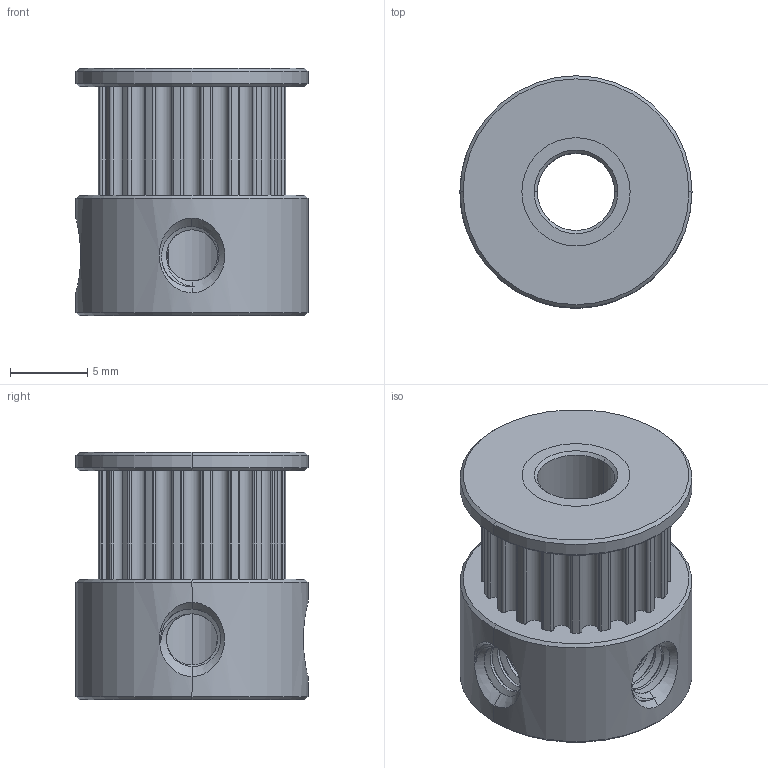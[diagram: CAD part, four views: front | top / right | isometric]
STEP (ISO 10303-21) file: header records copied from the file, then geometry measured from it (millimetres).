
FILE_DESCRIPTION (( 'STEP AP214' ), '1' );
FILE_NAME ('GT2 20T5B_dz2020.STEP', '2021-01-03T16:41:05', ( 'Dzino' ), ( '' ), 'SwSTEP 2.0', 'SolidWorks 2018', '' );
FILE_SCHEMA (( 'AUTOMOTIVE_DESIGN' ));
Length unit declared in the file: millimetre
Products named in the file (1): GT2 20T5B_dz2020
Bounding box: 15 x 15 x 16 mm (x, y, z)
Volume: 1879.1 mm3; surface area: 1990.8 mm2
Topology: 3 solids, 3 shells, 191 faces, 542 edges, 356 vertices
Faces by surface type: cylinder 147, bspline 20, cone 17, plane 7
Entity records: 12032 total; most frequent: CARTESIAN_POINT 7165, ORIENTED_EDGE 1084, DIRECTION 1004, EDGE_CURVE 542, AXIS2_PLACEMENT_3D 421, VERTEX_POINT 356, CIRCLE 249, EDGE_LOOP 202
